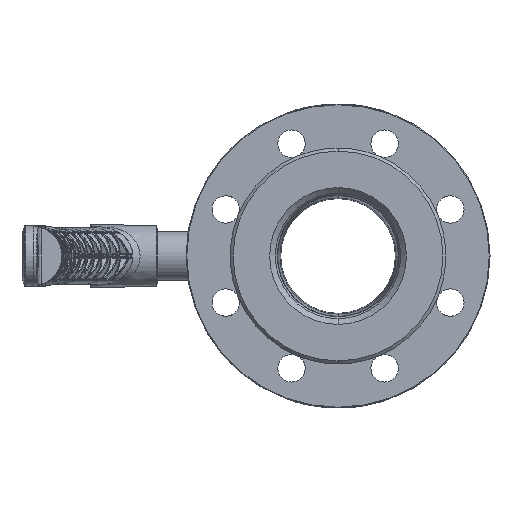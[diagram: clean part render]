
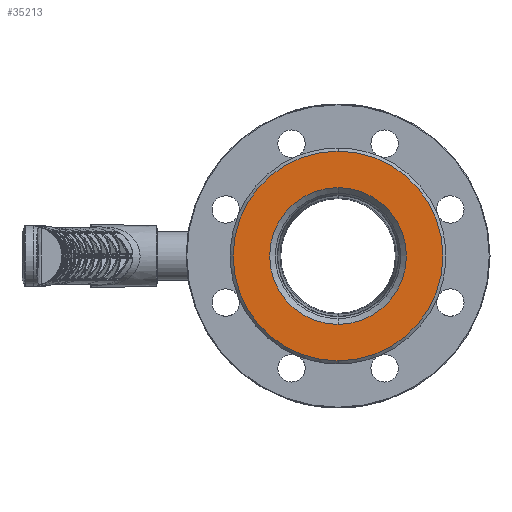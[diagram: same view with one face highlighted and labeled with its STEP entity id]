
A CAD part, left-side view. The second image highlights one B-rep face of the part: STEP entity #35213.
In plain terms, the highlighted planar face has unit normal (-1, 0, 0).
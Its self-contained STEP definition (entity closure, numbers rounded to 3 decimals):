
#652 = EDGE_CURVE ( 'NONE', #76981, #56652, #43884, .T. ) ;
#2659 = EDGE_CURVE ( 'NONE', #5105, #67567, #83495, .T. ) ;
#4418 = DIRECTION ( 'NONE',  ( 0., 0., 1. ) ) ;
#5105 = VERTEX_POINT ( 'NONE', #64442 ) ;
#9499 = DIRECTION ( 'NONE',  ( 0., 0., 1. ) ) ;
#13860 = CARTESIAN_POINT ( 'NONE',  ( -155., 0., -45. ) ) ;
#14062 = ORIENTED_EDGE ( 'NONE', *, *, #18181, .F. ) ;
#15942 = AXIS2_PLACEMENT_3D ( 'NONE', #45174, #16546, #72073 ) ;
#16199 = DIRECTION ( 'NONE',  ( 0., 0., 1. ) ) ;
#16546 = DIRECTION ( 'NONE',  ( 1., 0., 0. ) ) ;
#17329 = CIRCLE ( 'NONE', #15942, 69. ) ;
#18013 = EDGE_CURVE ( 'NONE', #56652, #76981, #80699, .T. ) ;
#18181 = EDGE_CURVE ( 'NONE', #67567, #5105, #17329, .T. ) ;
#21542 = AXIS2_PLACEMENT_3D ( 'NONE', #64665, #51870, #16199 ) ;
#35213 = ADVANCED_FACE ( 'NONE', ( #57752, #39232 ), #84693, .F. ) ;
#35871 = DIRECTION ( 'NONE',  ( 0., 0., 1. ) ) ;
#35927 = CARTESIAN_POINT ( 'NONE',  ( -155., 0., 0. ) ) ;
#39232 = FACE_BOUND ( 'NONE', #55896, .T. ) ;
#43884 = CIRCLE ( 'NONE', #84749, 45. ) ;
#45174 = CARTESIAN_POINT ( 'NONE',  ( -155., 0., 0. ) ) ;
#48256 = CARTESIAN_POINT ( 'NONE',  ( -155., 0., 0. ) ) ;
#49473 = ORIENTED_EDGE ( 'NONE', *, *, #18013, .T. ) ;
#49693 = EDGE_LOOP ( 'NONE', ( #69848, #14062 ) ) ;
#51152 = CARTESIAN_POINT ( 'NONE',  ( -155., -69., 0. ) ) ;
#51870 = DIRECTION ( 'NONE',  ( 1., 0., 0. ) ) ;
#55896 = EDGE_LOOP ( 'NONE', ( #59537, #49473 ) ) ;
#56652 = VERTEX_POINT ( 'NONE', #13860 ) ;
#57752 = FACE_OUTER_BOUND ( 'NONE', #49693, .T. ) ;
#59537 = ORIENTED_EDGE ( 'NONE', *, *, #652, .T. ) ;
#60723 = CARTESIAN_POINT ( 'NONE',  ( -155., 0., 45. ) ) ;
#62344 = DIRECTION ( 'NONE',  ( 1., 0., 0. ) ) ;
#64442 = CARTESIAN_POINT ( 'NONE',  ( -155., 0., 69. ) ) ;
#64665 = CARTESIAN_POINT ( 'NONE',  ( -155., 0., 0. ) ) ;
#67143 = AXIS2_PLACEMENT_3D ( 'NONE', #51152, #71446, #4418 ) ;
#67567 = VERTEX_POINT ( 'NONE', #68725 ) ;
#68158 = DIRECTION ( 'NONE',  ( 1., 0., 0. ) ) ;
#68725 = CARTESIAN_POINT ( 'NONE',  ( -155., 0., -69. ) ) ;
#69848 = ORIENTED_EDGE ( 'NONE', *, *, #2659, .F. ) ;
#71446 = DIRECTION ( 'NONE',  ( 1., 0., 0. ) ) ;
#72073 = DIRECTION ( 'NONE',  ( 0., 0., 1. ) ) ;
#76481 = AXIS2_PLACEMENT_3D ( 'NONE', #35927, #68158, #9499 ) ;
#76981 = VERTEX_POINT ( 'NONE', #60723 ) ;
#80699 = CIRCLE ( 'NONE', #76481, 45. ) ;
#83495 = CIRCLE ( 'NONE', #21542, 69. ) ;
#84693 = PLANE ( 'NONE',  #67143 ) ;
#84749 = AXIS2_PLACEMENT_3D ( 'NONE', #48256, #62344, #35871 ) ;
